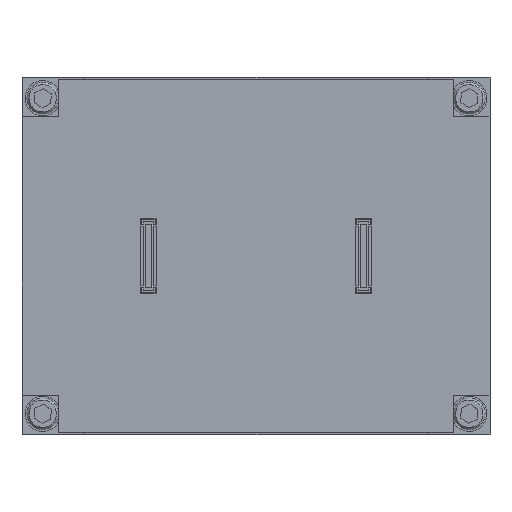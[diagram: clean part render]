
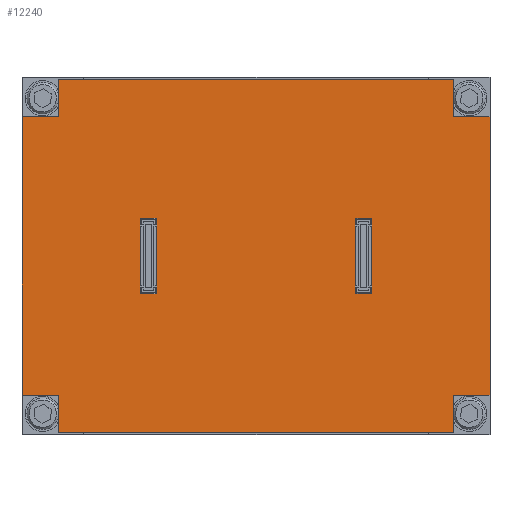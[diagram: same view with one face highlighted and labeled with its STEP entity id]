
A CAD part, top view. The second image highlights one B-rep face of the part: STEP entity #12240.
In plain terms, the highlighted planar face has unit normal (0, 0, 1).
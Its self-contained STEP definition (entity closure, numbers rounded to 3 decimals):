
#356=PLANE('',#13120);
#941=FACE_OUTER_BOUND('',#1684,.T.);
#1684=EDGE_LOOP('',(#8702,#8703,#8704,#8705,#8706,#8707,#8708,#8709,#8710,
#8711,#8712,#8713));
#2546=LINE('',#17781,#3984);
#2550=LINE('',#17789,#3988);
#2553=LINE('',#17796,#3991);
#2557=LINE('',#17804,#3995);
#2560=LINE('',#17811,#3998);
#2564=LINE('',#17819,#4002);
#2567=LINE('',#17826,#4005);
#2571=LINE('',#17834,#4009);
#2575=LINE('',#17840,#4013);
#2576=LINE('',#17842,#4014);
#2578=LINE('',#17845,#4016);
#2581=LINE('',#17849,#4019);
#3984=VECTOR('',#14224,10.);
#3988=VECTOR('',#14230,10.);
#3991=VECTOR('',#14235,10.);
#3995=VECTOR('',#14241,10.);
#3998=VECTOR('',#14246,10.);
#4002=VECTOR('',#14252,10.);
#4005=VECTOR('',#14257,10.);
#4009=VECTOR('',#14263,10.);
#4013=VECTOR('',#14269,10.);
#4014=VECTOR('',#14272,10.);
#4016=VECTOR('',#14276,10.);
#4019=VECTOR('',#14281,10.);
#5708=VERTEX_POINT('',#17779);
#5709=VERTEX_POINT('',#17780);
#5712=VERTEX_POINT('',#17788);
#5714=VERTEX_POINT('',#17794);
#5715=VERTEX_POINT('',#17795);
#5718=VERTEX_POINT('',#17803);
#5720=VERTEX_POINT('',#17809);
#5721=VERTEX_POINT('',#17810);
#5724=VERTEX_POINT('',#17818);
#5726=VERTEX_POINT('',#17824);
#5727=VERTEX_POINT('',#17825);
#5730=VERTEX_POINT('',#17833);
#6874=EDGE_CURVE('',#5708,#5709,#2546,.T.);
#6878=EDGE_CURVE('',#5709,#5712,#2550,.T.);
#6881=EDGE_CURVE('',#5714,#5715,#2553,.T.);
#6885=EDGE_CURVE('',#5718,#5714,#2557,.T.);
#6888=EDGE_CURVE('',#5720,#5721,#2560,.T.);
#6892=EDGE_CURVE('',#5724,#5720,#2564,.T.);
#6895=EDGE_CURVE('',#5726,#5727,#2567,.T.);
#6899=EDGE_CURVE('',#5730,#5726,#2571,.T.);
#6903=EDGE_CURVE('',#5712,#5718,#2575,.T.);
#6904=EDGE_CURVE('',#5721,#5708,#2576,.T.);
#6906=EDGE_CURVE('',#5727,#5724,#2578,.T.);
#6909=EDGE_CURVE('',#5715,#5730,#2581,.T.);
#8702=ORIENTED_EDGE('',*,*,#6878,.T.);
#8703=ORIENTED_EDGE('',*,*,#6903,.T.);
#8704=ORIENTED_EDGE('',*,*,#6885,.T.);
#8705=ORIENTED_EDGE('',*,*,#6881,.T.);
#8706=ORIENTED_EDGE('',*,*,#6909,.T.);
#8707=ORIENTED_EDGE('',*,*,#6899,.T.);
#8708=ORIENTED_EDGE('',*,*,#6895,.T.);
#8709=ORIENTED_EDGE('',*,*,#6906,.T.);
#8710=ORIENTED_EDGE('',*,*,#6892,.T.);
#8711=ORIENTED_EDGE('',*,*,#6888,.T.);
#8712=ORIENTED_EDGE('',*,*,#6904,.T.);
#8713=ORIENTED_EDGE('',*,*,#6874,.T.);
#12240=ADVANCED_FACE('',(#941),#356,.T.);
#13120=AXIS2_PLACEMENT_3D('',#17850,#14282,#14283);
#14224=DIRECTION('',(0.,-1.,0.));
#14230=DIRECTION('',(-1.,0.,0.));
#14235=DIRECTION('',(0.,-1.,0.));
#14241=DIRECTION('',(1.,0.,0.));
#14246=DIRECTION('',(0.,1.,0.));
#14252=DIRECTION('',(-1.,0.,0.));
#14257=DIRECTION('',(1.,0.,0.));
#14263=DIRECTION('',(0.,1.,0.));
#14269=DIRECTION('',(0.,-1.,0.));
#14272=DIRECTION('',(-1.,0.,0.));
#14276=DIRECTION('',(0.,1.,0.));
#14281=DIRECTION('',(1.,0.,0.));
#14282=DIRECTION('center_axis',(0.,0.,1.));
#14283=DIRECTION('ref_axis',(1.,0.,0.));
#17779=CARTESIAN_POINT('',(4.45,42.85,3.25));
#17780=CARTESIAN_POINT('',(4.45,38.35,3.25));
#17781=CARTESIAN_POINT('',(4.45,32.2,3.25));
#17788=CARTESIAN_POINT('',(0.,38.35,3.25));
#17789=CARTESIAN_POINT('',(16.35,38.35,3.25));
#17794=CARTESIAN_POINT('',(4.45,4.75,3.25));
#17795=CARTESIAN_POINT('',(4.45,0.25,3.25));
#17796=CARTESIAN_POINT('',(4.45,13.15,3.25));
#17803=CARTESIAN_POINT('',(0.,4.75,3.25));
#17804=CARTESIAN_POINT('',(14.125,4.75,3.25));
#17809=CARTESIAN_POINT('',(52.05,38.35,3.25));
#17810=CARTESIAN_POINT('',(52.05,42.85,3.25));
#17811=CARTESIAN_POINT('',(52.05,29.95,3.25));
#17818=CARTESIAN_POINT('',(56.5,38.35,3.25));
#17819=CARTESIAN_POINT('',(42.375,38.35,3.25));
#17824=CARTESIAN_POINT('',(52.05,4.75,3.25));
#17825=CARTESIAN_POINT('',(56.5,4.75,3.25));
#17826=CARTESIAN_POINT('',(40.15,4.75,3.25));
#17833=CARTESIAN_POINT('',(52.05,0.25,3.25));
#17834=CARTESIAN_POINT('',(52.05,10.9,3.25));
#17840=CARTESIAN_POINT('',(0.,43.1,3.25));
#17842=CARTESIAN_POINT('',(0.,42.85,3.25));
#17845=CARTESIAN_POINT('',(56.5,42.85,3.25));
#17849=CARTESIAN_POINT('',(56.5,0.25,3.25));
#17850=CARTESIAN_POINT('Origin',(28.25,21.55,3.25));
